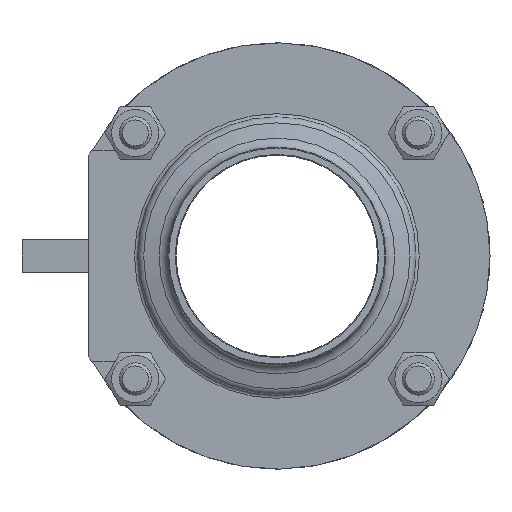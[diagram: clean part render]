
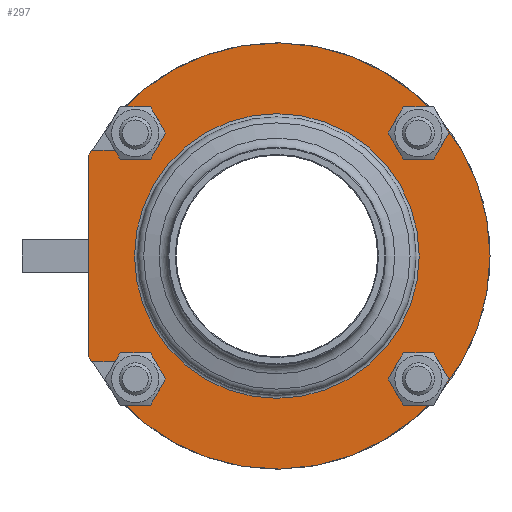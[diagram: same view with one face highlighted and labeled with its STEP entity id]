
A CAD part, left-side view. The second image highlights one B-rep face of the part: STEP entity #297.
In plain terms, the highlighted face is planar.
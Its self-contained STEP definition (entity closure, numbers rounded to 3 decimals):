
#297 = ADVANCED_FACE( '', ( #706, #707, #708, #709 ), #710, .T. );
#706 = FACE_OUTER_BOUND( '', #1382, .T. );
#707 = FACE_BOUND( '', #1383, .T. );
#708 = FACE_BOUND( '', #1384, .T. );
#709 = FACE_BOUND( '', #1385, .T. );
#710 = PLANE( '', #1386 );
#1382 = EDGE_LOOP( '', ( #2454, #2455, #2456, #2457, #2458, #2459, #2460, #2461, #2462, #2463 ) );
#1383 = EDGE_LOOP( '', ( #2464 ) );
#1384 = EDGE_LOOP( '', ( #2465 ) );
#1385 = EDGE_LOOP( '', ( #2466 ) );
#1386 = AXIS2_PLACEMENT_3D( '', #2467, #2468, #2469 );
#2454 = ORIENTED_EDGE( '', *, *, #3936, .F. );
#2455 = ORIENTED_EDGE( '', *, *, #3937, .T. );
#2456 = ORIENTED_EDGE( '', *, *, #3919, .F. );
#2457 = ORIENTED_EDGE( '', *, *, #3925, .F. );
#2458 = ORIENTED_EDGE( '', *, *, #3938, .F. );
#2459 = ORIENTED_EDGE( '', *, *, #3939, .T. );
#2460 = ORIENTED_EDGE( '', *, *, #3940, .F. );
#2461 = ORIENTED_EDGE( '', *, *, #3941, .F. );
#2462 = ORIENTED_EDGE( '', *, *, #3942, .F. );
#2463 = ORIENTED_EDGE( '', *, *, #3943, .T. );
#2464 = ORIENTED_EDGE( '', *, *, #3944, .F. );
#2465 = ORIENTED_EDGE( '', *, *, #3921, .F. );
#2466 = ORIENTED_EDGE( '', *, *, #3945, .F. );
#2467 = CARTESIAN_POINT( '', ( 8., 35.3, 0. ) );
#2468 = DIRECTION( '', ( 1., 0., 0. ) );
#2469 = DIRECTION( '', ( 0., 0., -1. ) );
#3919 = EDGE_CURVE( '', #4578, #4580, #4581, .T. );
#3921 = EDGE_CURVE( '', #4583, #4583, #4584, .T. );
#3925 = EDGE_CURVE( '', #4589, #4578, #4591, .T. );
#3936 = EDGE_CURVE( '', #4611, #4612, #4613, .T. );
#3937 = EDGE_CURVE( '', #4611, #4580, #4614, .T. );
#3938 = EDGE_CURVE( '', #4615, #4589, #4616, .T. );
#3939 = EDGE_CURVE( '', #4615, #4617, #4618, .T. );
#3940 = EDGE_CURVE( '', #4619, #4617, #4620, .T. );
#3941 = EDGE_CURVE( '', #4621, #4619, #4622, .T. );
#3942 = EDGE_CURVE( '', #4623, #4621, #4624, .T. );
#3943 = EDGE_CURVE( '', #4623, #4612, #4625, .T. );
#3944 = EDGE_CURVE( '', #4626, #4626, #4627, .T. );
#3945 = EDGE_CURVE( '', #4628, #4628, #4629, .T. );
#4578 = VERTEX_POINT( '', #5876 );
#4580 = VERTEX_POINT( '', #5879 );
#4581 = LINE( '', #5880, #5881 );
#4583 = VERTEX_POINT( '', #5884 );
#4584 = CIRCLE( '', #5885, 4.25 );
#4589 = VERTEX_POINT( '', #5890 );
#4591 = CIRCLE( '', #5893, 4.25 );
#4611 = VERTEX_POINT( '', #5917 );
#4612 = VERTEX_POINT( '', #5918 );
#4613 = LINE( '', #5919, #5920 );
#4614 = CIRCLE( '', #5921, 52.85 );
#4615 = VERTEX_POINT( '', #5922 );
#4616 = LINE( '', #5923, #5924 );
#4617 = VERTEX_POINT( '', #5925 );
#4618 = CIRCLE( '', #5926, 52.85 );
#4619 = VERTEX_POINT( '', #5927 );
#4620 = LINE( '', #5928, #5929 );
#4621 = VERTEX_POINT( '', #5930 );
#4622 = CIRCLE( '', #5931, 4.25 );
#4623 = VERTEX_POINT( '', #5932 );
#4624 = LINE( '', #5933, #5934 );
#4625 = CIRCLE( '', #5935, 52.85 );
#4626 = VERTEX_POINT( '', #5936 );
#4627 = CIRCLE( '', #5937, 4.25 );
#4628 = VERTEX_POINT( '', #5938 );
#4629 = CIRCLE( '', #5939, 35.3 );
#5876 = CARTESIAN_POINT( '', ( 8., 35.1, 26.25 ) );
#5879 = CARTESIAN_POINT( '', ( 8., 45.87, 26.25 ) );
#5880 = CARTESIAN_POINT( '', ( 8., 35.1, 26.25 ) );
#5881 = VECTOR( '', #7768, 1000. );
#5884 = CARTESIAN_POINT( '', ( 8., -35.1, -34.75 ) );
#5885 = AXIS2_PLACEMENT_3D( '', #7770, #7771, #7772 );
#5890 = CARTESIAN_POINT( '', ( 8., 35.1, 34.75 ) );
#5893 = AXIS2_PLACEMENT_3D( '', #7780, #7781, #7782 );
#5917 = CARTESIAN_POINT( '', ( 8., 46.6, 24.931 ) );
#5918 = CARTESIAN_POINT( '', ( 8., 46.6, -24.931 ) );
#5919 = CARTESIAN_POINT( '', ( 8., 46.6, 26.25 ) );
#5920 = VECTOR( '', #7805, 1000. );
#5921 = AXIS2_PLACEMENT_3D( '', #7806, #7807, #7808 );
#5922 = CARTESIAN_POINT( '', ( 8., 39.819, 34.75 ) );
#5923 = CARTESIAN_POINT( '', ( 8., 55.92, 34.75 ) );
#5924 = VECTOR( '', #7809, 1000. );
#5925 = CARTESIAN_POINT( '', ( 8., 39.819, -34.75 ) );
#5926 = AXIS2_PLACEMENT_3D( '', #7810, #7811, #7812 );
#5927 = CARTESIAN_POINT( '', ( 8., 35.1, -34.75 ) );
#5928 = CARTESIAN_POINT( '', ( 8., 35.1, -34.75 ) );
#5929 = VECTOR( '', #7813, 1000. );
#5930 = CARTESIAN_POINT( '', ( 8., 35.1, -26.25 ) );
#5931 = AXIS2_PLACEMENT_3D( '', #7814, #7815, #7816 );
#5932 = CARTESIAN_POINT( '', ( 8., 45.87, -26.25 ) );
#5933 = CARTESIAN_POINT( '', ( 8., 46.6, -26.25 ) );
#5934 = VECTOR( '', #7817, 1000. );
#5935 = AXIS2_PLACEMENT_3D( '', #7818, #7819, #7820 );
#5936 = CARTESIAN_POINT( '', ( 8., -35.1, 26.25 ) );
#5937 = AXIS2_PLACEMENT_3D( '', #7821, #7822, #7823 );
#5938 = CARTESIAN_POINT( '', ( 8., 0., -35.3 ) );
#5939 = AXIS2_PLACEMENT_3D( '', #7824, #7825, #7826 );
#7768 = DIRECTION( '', ( 0., 1., 0. ) );
#7770 = CARTESIAN_POINT( '', ( 8., -35.1, -30.5 ) );
#7771 = DIRECTION( '', ( 1., 0., 0. ) );
#7772 = DIRECTION( '', ( 0., 0., -1. ) );
#7780 = CARTESIAN_POINT( '', ( 8., 35.1, 30.5 ) );
#7781 = DIRECTION( '', ( 1., 0., 0. ) );
#7782 = DIRECTION( '', ( 0., 0., -1. ) );
#7805 = DIRECTION( '', ( 0., 0., -1. ) );
#7806 = CARTESIAN_POINT( '', ( 8., 0., 0. ) );
#7807 = DIRECTION( '', ( 1., 0., 0. ) );
#7808 = DIRECTION( '', ( 0., 0., -1. ) );
#7809 = DIRECTION( '', ( 0., -1., 0. ) );
#7810 = CARTESIAN_POINT( '', ( 8., 0., 0. ) );
#7811 = DIRECTION( '', ( 1., 0., 0. ) );
#7812 = DIRECTION( '', ( 0., 0., -1. ) );
#7813 = DIRECTION( '', ( 0., 1., 0. ) );
#7814 = CARTESIAN_POINT( '', ( 8., 35.1, -30.5 ) );
#7815 = DIRECTION( '', ( 1., 0., 0. ) );
#7816 = DIRECTION( '', ( 0., 0., -1. ) );
#7817 = DIRECTION( '', ( 0., -1., 0. ) );
#7818 = CARTESIAN_POINT( '', ( 8., 0., 0. ) );
#7819 = DIRECTION( '', ( 1., 0., 0. ) );
#7820 = DIRECTION( '', ( 0., 0., -1. ) );
#7821 = CARTESIAN_POINT( '', ( 8., -35.1, 30.5 ) );
#7822 = DIRECTION( '', ( 1., 0., 0. ) );
#7823 = DIRECTION( '', ( 0., 0., -1. ) );
#7824 = CARTESIAN_POINT( '', ( 8., 0., 0. ) );
#7825 = DIRECTION( '', ( 1., 0., 0. ) );
#7826 = DIRECTION( '', ( 0., 0., -1. ) );
